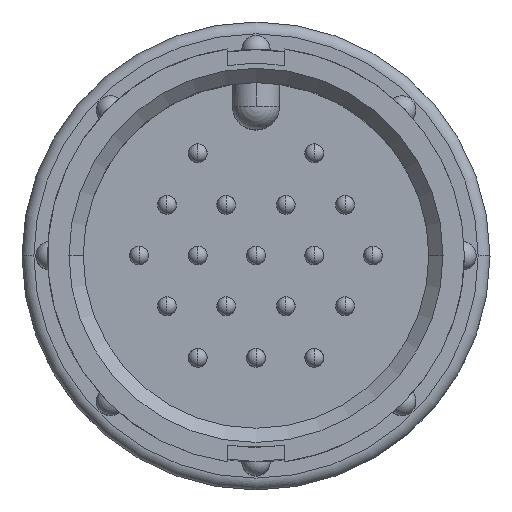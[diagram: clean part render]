
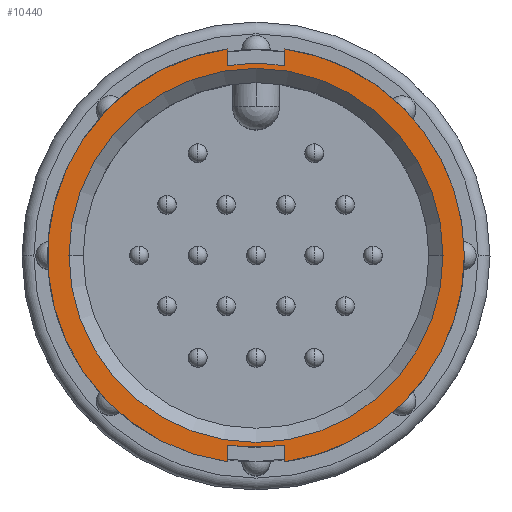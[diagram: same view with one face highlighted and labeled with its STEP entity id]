
A CAD part, top view. The second image highlights one B-rep face of the part: STEP entity #10440.
In plain terms, the highlighted planar face has unit normal (0, 0, 1).
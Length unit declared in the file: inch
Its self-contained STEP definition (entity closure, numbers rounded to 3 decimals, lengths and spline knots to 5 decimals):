
#184 = CARTESIAN_POINT ( 'NONE',  ( 0., 0., 0. ) ) ;
#186 = DIRECTION ( 'NONE',  ( 1., 0., 0. ) ) ;
#190 = DIRECTION ( 'NONE',  ( 0., 0., 1. ) ) ;
#1011 = LINE ( 'NONE', #1307, #10118 ) ;
#1203 = DIRECTION ( 'NONE',  ( 0., 0., 1. ) ) ;
#1204 = DIRECTION ( 'NONE',  ( 1., 0., 0. ) ) ;
#1205 = CARTESIAN_POINT ( 'NONE',  ( 0., 0., 0. ) ) ;
#1306 = DIRECTION ( 'NONE',  ( 0., -1., 0. ) ) ;
#1307 = CARTESIAN_POINT ( 'NONE',  ( 0.06, 0.43589, 0. ) ) ;
#1417 = LINE ( 'NONE', #1419, #4461 ) ;
#1419 = CARTESIAN_POINT ( 'NONE',  ( 0.06, -0.40053, 0. ) ) ;
#1431 = DIRECTION ( 'NONE',  ( 0., 0., 1. ) ) ;
#1432 = DIRECTION ( 'NONE',  ( 1., 0., 0. ) ) ;
#1439 = CARTESIAN_POINT ( 'NONE',  ( 0., 0., 0. ) ) ;
#1441 = DIRECTION ( 'NONE',  ( 0., -1., 0. ) ) ;
#1510 = CARTESIAN_POINT ( 'NONE',  ( -0.06, 0.43589, 0. ) ) ;
#1512 = DIRECTION ( 'NONE',  ( 0., 1., 0. ) ) ;
#1523 = LINE ( 'NONE', #1510, #4320 ) ;
#1797 = EDGE_LOOP ( 'NONE', ( #10791, #10789 ) ) ;
#1928 = CARTESIAN_POINT ( 'NONE',  ( 0., 0., 0. ) ) ;
#2235 = DIRECTION ( 'NONE',  ( 0., 0., -1. ) ) ;
#2236 = DIRECTION ( 'NONE',  ( 1., 0., 0. ) ) ;
#3819 = CARTESIAN_POINT ( 'NONE',  ( 0., 0., 0. ) ) ;
#3825 = DIRECTION ( 'NONE',  ( 1., 0., 0. ) ) ;
#3876 = DIRECTION ( 'NONE',  ( 0., 0., -1. ) ) ;
#4032 = CARTESIAN_POINT ( 'NONE',  ( 0.44, 0., 0. ) ) ;
#4036 = CARTESIAN_POINT ( 'NONE',  ( 0.06, -0.43589, 0. ) ) ;
#4045 = CARTESIAN_POINT ( 'NONE',  ( -0.395, 0., 0. ) ) ;
#4064 = CARTESIAN_POINT ( 'NONE',  ( 0.395, 0., 0. ) ) ;
#4202 = CARTESIAN_POINT ( 'NONE',  ( 0.06, 0.40053, 0. ) ) ;
#4239 = CARTESIAN_POINT ( 'NONE',  ( -0.06, -0.40053, 0. ) ) ;
#4241 = LINE ( 'NONE', #4239, #10094 ) ;
#4243 = DIRECTION ( 'NONE',  ( 0., 1., 0. ) ) ;
#4246 = CARTESIAN_POINT ( 'NONE',  ( -0.06, 0.40053, 0. ) ) ;
#4320 = VECTOR ( 'NONE', #1512, 39.37008 ) ;
#4461 = VECTOR ( 'NONE', #1441, 39.37008 ) ;
#4468 = AXIS2_PLACEMENT_3D ( 'NONE', #1439, #1431, #1432 ) ;
#4539 = AXIS2_PLACEMENT_3D ( 'NONE', #1205, #1203, #1204 ) ;
#4629 = AXIS2_PLACEMENT_3D ( 'NONE', #7398, #7466, #7470 ) ;
#4841 = AXIS2_PLACEMENT_3D ( 'NONE', #184, #190, #186 ) ;
#5007 = VERTEX_POINT ( 'NONE', #4246 ) ;
#5067 = VERTEX_POINT ( 'NONE', #4064 ) ;
#5190 = VERTEX_POINT ( 'NONE', #4202 ) ;
#5208 = VERTEX_POINT ( 'NONE', #4045 ) ;
#5217 = VERTEX_POINT ( 'NONE', #4036 ) ;
#5218 = VERTEX_POINT ( 'NONE', #4032 ) ;
#5405 = AXIS2_PLACEMENT_3D ( 'NONE', #6731, #6729, #6727 ) ;
#5523 = AXIS2_PLACEMENT_3D ( 'NONE', #1928, #2235, #2236 ) ;
#5848 = FACE_BOUND ( 'NONE', #1797, .T. ) ;
#5852 = FACE_OUTER_BOUND ( 'NONE', #5984, .T. ) ;
#5854 = AXIS2_PLACEMENT_3D ( 'NONE', #9265, #9246, #9272 ) ;
#5984 = EDGE_LOOP ( 'NONE', ( #10853, #10880, #10734, #10879, #10837, #10888, #10816, #10715, #10821 ) ) ;
#6038 = EDGE_CURVE ( 'NONE', #7823, #7878, #4241, .T. ) ;
#6044 = EDGE_CURVE ( 'NONE', #5208, #5067, #6641, .T. ) ;
#6078 = EDGE_CURVE ( 'NONE', #8019, #5190, #1011, .T. ) ;
#6177 = EDGE_CURVE ( 'NONE', #5007, #7790, #1523, .T. ) ;
#6250 = EDGE_CURVE ( 'NONE', #7902, #5217, #1417, .T. ) ;
#6253 = EDGE_CURVE ( 'NONE', #5218, #8019, #11083, .T. ) ;
#6299 = EDGE_CURVE ( 'NONE', #7878, #7902, #11035, .T. ) ;
#6364 = EDGE_CURVE ( 'NONE', #7790, #7823, #11107, .T. ) ;
#6500 = EDGE_CURVE ( 'NONE', #5190, #5007, #11078, .T. ) ;
#6641 = CIRCLE ( 'NONE', #10093, 0.395 ) ;
#6693 = EDGE_CURVE ( 'NONE', #5217, #5218, #11011, .T. ) ;
#6727 = DIRECTION ( 'NONE',  ( 1., 0., 0. ) ) ;
#6729 = DIRECTION ( 'NONE',  ( 0., 0., 1. ) ) ;
#6731 = CARTESIAN_POINT ( 'NONE',  ( 0., 0., 0. ) ) ;
#7066 = EDGE_CURVE ( 'NONE', #5067, #5208, #10950, .T. ) ;
#7398 = CARTESIAN_POINT ( 'NONE',  ( 0., 0., 0. ) ) ;
#7466 = DIRECTION ( 'NONE',  ( 0., 0., 1. ) ) ;
#7470 = DIRECTION ( 'NONE',  ( 1., 0., 0. ) ) ;
#7790 = VERTEX_POINT ( 'NONE', #8780 ) ;
#7823 = VERTEX_POINT ( 'NONE', #8805 ) ;
#7878 = VERTEX_POINT ( 'NONE', #8841 ) ;
#7902 = VERTEX_POINT ( 'NONE', #8815 ) ;
#8019 = VERTEX_POINT ( 'NONE', #8242 ) ;
#8242 = CARTESIAN_POINT ( 'NONE',  ( 0.06, 0.43589, 0. ) ) ;
#8780 = CARTESIAN_POINT ( 'NONE',  ( -0.06, 0.43589, 0. ) ) ;
#8805 = CARTESIAN_POINT ( 'NONE',  ( -0.06, -0.43589, 0. ) ) ;
#8815 = CARTESIAN_POINT ( 'NONE',  ( 0.06, -0.40053, 0. ) ) ;
#8841 = CARTESIAN_POINT ( 'NONE',  ( -0.06, -0.40053, 0. ) ) ;
#9246 = DIRECTION ( 'NONE',  ( 0., 0., 1. ) ) ;
#9261 = PLANE ( 'NONE',  #5854 ) ;
#9265 = CARTESIAN_POINT ( 'NONE',  ( 0., 0., 0. ) ) ;
#9272 = DIRECTION ( 'NONE',  ( 1., 0., 0. ) ) ;
#10093 = AXIS2_PLACEMENT_3D ( 'NONE', #3819, #3876, #3825 ) ;
#10094 = VECTOR ( 'NONE', #4243, 39.37008 ) ;
#10118 = VECTOR ( 'NONE', #1306, 39.37008 ) ;
#10440 = ADVANCED_FACE ( 'NONE', ( #5848, #5852 ), #9261, .T. ) ;
#10715 = ORIENTED_EDGE ( 'NONE', *, *, #6253, .T. ) ;
#10734 = ORIENTED_EDGE ( 'NONE', *, *, #6364, .T. ) ;
#10789 = ORIENTED_EDGE ( 'NONE', *, *, #6044, .T. ) ;
#10791 = ORIENTED_EDGE ( 'NONE', *, *, #7066, .T. ) ;
#10816 = ORIENTED_EDGE ( 'NONE', *, *, #6693, .T. ) ;
#10821 = ORIENTED_EDGE ( 'NONE', *, *, #6078, .T. ) ;
#10837 = ORIENTED_EDGE ( 'NONE', *, *, #6299, .T. ) ;
#10853 = ORIENTED_EDGE ( 'NONE', *, *, #6500, .T. ) ;
#10879 = ORIENTED_EDGE ( 'NONE', *, *, #6038, .T. ) ;
#10880 = ORIENTED_EDGE ( 'NONE', *, *, #6177, .T. ) ;
#10888 = ORIENTED_EDGE ( 'NONE', *, *, #6250, .T. ) ;
#10950 = CIRCLE ( 'NONE', #5523, 0.395 ) ;
#11011 = CIRCLE ( 'NONE', #4841, 0.44 ) ;
#11035 = CIRCLE ( 'NONE', #4539, 0.405 ) ;
#11078 = CIRCLE ( 'NONE', #4629, 0.405 ) ;
#11083 = CIRCLE ( 'NONE', #4468, 0.44 ) ;
#11107 = CIRCLE ( 'NONE', #5405, 0.44 ) ;
